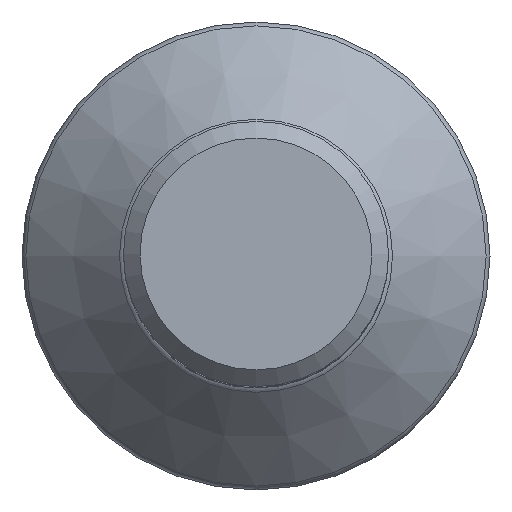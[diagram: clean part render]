
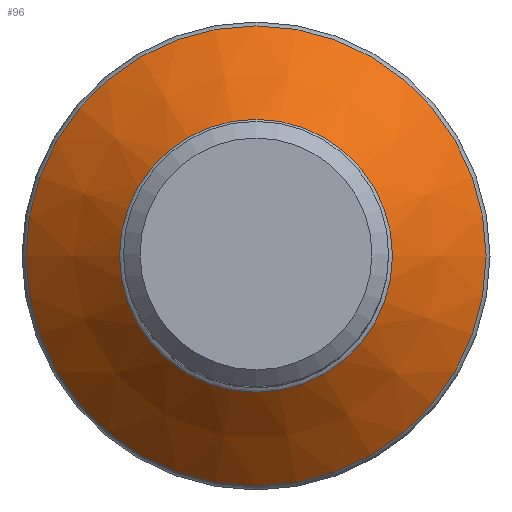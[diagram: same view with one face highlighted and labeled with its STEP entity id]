
A CAD part, top view. The second image highlights one B-rep face of the part: STEP entity #96.
In plain terms, the highlighted conical face has half-angle 45 degrees and reference radius 8.172 mm.
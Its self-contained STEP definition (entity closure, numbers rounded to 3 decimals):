
#87=CONICAL_SURFACE('',#310,8.172,45.);
#96=ADVANCED_FACE('',(#128,#129),#87,.T.);
#128=FACE_BOUND('',#163,.T.);
#129=FACE_BOUND('',#164,.T.);
#163=EDGE_LOOP('',(#201));
#164=EDGE_LOOP('',(#202));
#201=ORIENTED_EDGE('',*,*,#265,.F.);
#202=ORIENTED_EDGE('',*,*,#264,.T.);
#242=VERTEX_POINT('',#429);
#243=VERTEX_POINT('',#432);
#264=EDGE_CURVE('',#242,#242,#287,.T.);
#265=EDGE_CURVE('',#243,#243,#288,.T.);
#287=CIRCLE('',#307,8.172);
#288=CIRCLE('',#309,13.776);
#307=AXIS2_PLACEMENT_3D('',#428,#353,#354);
#309=AXIS2_PLACEMENT_3D('',#431,#357,#358);
#310=AXIS2_PLACEMENT_3D('',#433,#359,#360);
#353=DIRECTION('',(0.,0.,-1.));
#354=DIRECTION('',(-1.,0.,0.));
#357=DIRECTION('',(0.,0.,-1.));
#358=DIRECTION('',(-1.,0.,0.));
#359=DIRECTION('',(0.,0.,-1.));
#360=DIRECTION('',(-1.,0.,0.));
#428=CARTESIAN_POINT('',(0.,0.,-15.202));
#429=CARTESIAN_POINT('',(-8.172,0.,-15.202));
#431=CARTESIAN_POINT('',(0.,0.,-20.805));
#432=CARTESIAN_POINT('',(-13.776,0.,-20.805));
#433=CARTESIAN_POINT('',(0.,0.,-15.202));
